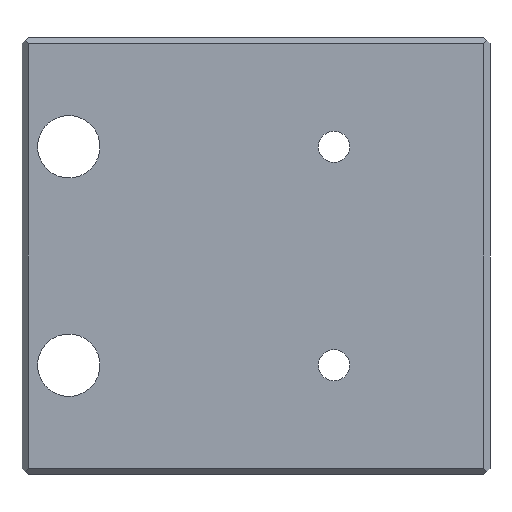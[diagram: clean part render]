
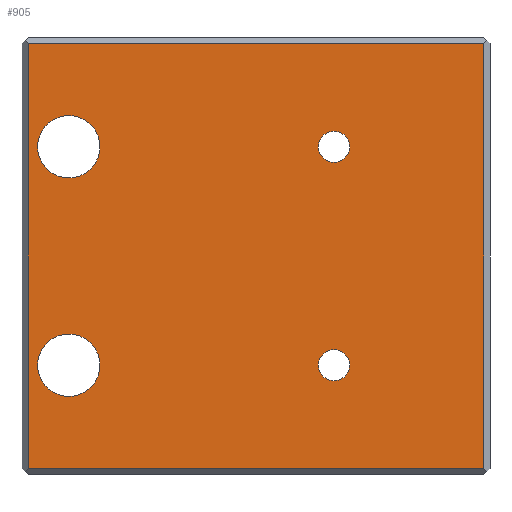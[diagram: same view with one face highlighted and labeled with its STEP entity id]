
A CAD part, front view. The second image highlights one B-rep face of the part: STEP entity #905.
In plain terms, the highlighted planar face has unit normal (0, -1, 0).
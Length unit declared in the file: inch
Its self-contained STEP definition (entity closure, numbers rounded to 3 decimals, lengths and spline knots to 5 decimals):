
#6 = ORIENTED_EDGE ( 'NONE', *, *, #304, .T. ) ;
#17 = DIRECTION ( 'NONE',  ( 0., 1., 0. ) ) ;
#18 = DIRECTION ( 'NONE',  ( 0., 1., 0. ) ) ;
#20 = AXIS2_PLACEMENT_3D ( 'NONE', #995, #258, #618 ) ;
#30 = CARTESIAN_POINT ( 'NONE',  ( 0.625, -0.375, 0.875 ) ) ;
#59 = CARTESIAN_POINT ( 'NONE',  ( 1.825, -0.375, 1.7 ) ) ;
#78 = CARTESIAN_POINT ( 'NONE',  ( -1.5, -0.375, 0.875 ) ) ;
#81 = LINE ( 'NONE', #152, #790 ) ;
#82 = DIRECTION ( 'NONE',  ( 0., 0., 1. ) ) ;
#127 = VERTEX_POINT ( 'NONE', #663 ) ;
#140 = EDGE_CURVE ( 'NONE', #127, #814, #1158, .T. ) ;
#148 = CARTESIAN_POINT ( 'NONE',  ( -1.5, -0.375, 0.625 ) ) ;
#152 = CARTESIAN_POINT ( 'NONE',  ( -1.825, -0.375, 0. ) ) ;
#193 = FACE_BOUND ( 'NONE', #206, .T. ) ;
#206 = EDGE_LOOP ( 'NONE', ( #652, #878 ) ) ;
#208 = CIRCLE ( 'NONE', #634, 0.25 ) ;
#214 = CARTESIAN_POINT ( 'NONE',  ( -1.825, -0.375, -1.7 ) ) ;
#229 = CARTESIAN_POINT ( 'NONE',  ( 0.625, -0.375, 0.875 ) ) ;
#233 = DIRECTION ( 'NONE',  ( 0., 1., 0. ) ) ;
#238 = DIRECTION ( 'NONE',  ( 0., 0., 1. ) ) ;
#256 = EDGE_CURVE ( 'NONE', #1166, #499, #1194, .T. ) ;
#258 = DIRECTION ( 'NONE',  ( 0., 1., 0. ) ) ;
#277 = DIRECTION ( 'NONE',  ( 1., 0., 0. ) ) ;
#285 = EDGE_CURVE ( 'NONE', #1106, #1147, #572, .T. ) ;
#304 = EDGE_CURVE ( 'NONE', #499, #1166, #991, .T. ) ;
#323 = LINE ( 'NONE', #430, #1036 ) ;
#324 = DIRECTION ( 'NONE',  ( 0., 1., 0. ) ) ;
#340 = AXIS2_PLACEMENT_3D ( 'NONE', #229, #324, #238 ) ;
#341 = CIRCLE ( 'NONE', #20, 0.125 ) ;
#350 = LINE ( 'NONE', #1099, #833 ) ;
#369 = CARTESIAN_POINT ( 'NONE',  ( 0., -0.375, -1.7 ) ) ;
#370 = CARTESIAN_POINT ( 'NONE',  ( 0.625, -0.375, -1. ) ) ;
#384 = ORIENTED_EDGE ( 'NONE', *, *, #405, .T. ) ;
#405 = EDGE_CURVE ( 'NONE', #659, #983, #81, .T. ) ;
#410 = ORIENTED_EDGE ( 'NONE', *, *, #1189, .T. ) ;
#430 = CARTESIAN_POINT ( 'NONE',  ( -1.875, -0.375, 1.7 ) ) ;
#453 = VERTEX_POINT ( 'NONE', #994 ) ;
#499 = VERTEX_POINT ( 'NONE', #558 ) ;
#500 = VERTEX_POINT ( 'NONE', #1046 ) ;
#518 = CARTESIAN_POINT ( 'NONE',  ( -1.825, -0.375, 1.7 ) ) ;
#522 = CARTESIAN_POINT ( 'NONE',  ( -1.5, -0.375, -0.625 ) ) ;
#544 = CARTESIAN_POINT ( 'NONE',  ( -1.5, -0.375, -1.125 ) ) ;
#546 = LINE ( 'NONE', #369, #611 ) ;
#549 = EDGE_LOOP ( 'NONE', ( #384, #781, #666, #959 ) ) ;
#558 = CARTESIAN_POINT ( 'NONE',  ( 0.625, -0.375, 0.75 ) ) ;
#569 = FACE_BOUND ( 'NONE', #575, .T. ) ;
#572 = CIRCLE ( 'NONE', #809, 0.25 ) ;
#575 = EDGE_LOOP ( 'NONE', ( #1031, #6 ) ) ;
#578 = CARTESIAN_POINT ( 'NONE',  ( -1.5, -0.375, 0.875 ) ) ;
#582 = DIRECTION ( 'NONE',  ( 0., 0., 1. ) ) ;
#611 = VECTOR ( 'NONE', #277, 39.37008 ) ;
#618 = DIRECTION ( 'NONE',  ( 0., 0., 1. ) ) ;
#634 = AXIS2_PLACEMENT_3D ( 'NONE', #78, #736, #82 ) ;
#647 = EDGE_CURVE ( 'NONE', #698, #500, #341, .T. ) ;
#652 = ORIENTED_EDGE ( 'NONE', *, *, #140, .T. ) ;
#659 = VERTEX_POINT ( 'NONE', #518 ) ;
#663 = CARTESIAN_POINT ( 'NONE',  ( -1.5, -0.375, 1.125 ) ) ;
#665 = EDGE_LOOP ( 'NONE', ( #410, #798 ) ) ;
#666 = ORIENTED_EDGE ( 'NONE', *, *, #1229, .T. ) ;
#687 = EDGE_CURVE ( 'NONE', #814, #127, #208, .T. ) ;
#694 = DIRECTION ( 'NONE',  ( 0., 0., 1. ) ) ;
#698 = VERTEX_POINT ( 'NONE', #370 ) ;
#701 = DIRECTION ( 'NONE',  ( 0., 1., 0. ) ) ;
#715 = DIRECTION ( 'NONE',  ( 0., 0., -1. ) ) ;
#717 = AXIS2_PLACEMENT_3D ( 'NONE', #941, #851, #960 ) ;
#736 = DIRECTION ( 'NONE',  ( 0., 1., 0. ) ) ;
#759 = FACE_BOUND ( 'NONE', #665, .T. ) ;
#765 = PLANE ( 'NONE',  #717 ) ;
#781 = ORIENTED_EDGE ( 'NONE', *, *, #877, .T. ) ;
#782 = CARTESIAN_POINT ( 'NONE',  ( -1.5, -0.375, -0.875 ) ) ;
#788 = ORIENTED_EDGE ( 'NONE', *, *, #647, .T. ) ;
#790 = VECTOR ( 'NONE', #715, 39.37008 ) ;
#794 = AXIS2_PLACEMENT_3D ( 'NONE', #859, #17, #582 ) ;
#798 = ORIENTED_EDGE ( 'NONE', *, *, #285, .T. ) ;
#809 = AXIS2_PLACEMENT_3D ( 'NONE', #1073, #18, #868 ) ;
#814 = VERTEX_POINT ( 'NONE', #148 ) ;
#824 = EDGE_CURVE ( 'NONE', #1157, #659, #323, .T. ) ;
#833 = VECTOR ( 'NONE', #915, 39.37008 ) ;
#836 = DIRECTION ( 'NONE',  ( 0., 0., 1. ) ) ;
#851 = DIRECTION ( 'NONE',  ( 0., -1., 0. ) ) ;
#859 = CARTESIAN_POINT ( 'NONE',  ( 0.625, -0.375, -0.875 ) ) ;
#868 = DIRECTION ( 'NONE',  ( 0., 0., 1. ) ) ;
#872 = CARTESIAN_POINT ( 'NONE',  ( 0.625, -0.375, 1. ) ) ;
#877 = EDGE_CURVE ( 'NONE', #983, #453, #546, .T. ) ;
#878 = ORIENTED_EDGE ( 'NONE', *, *, #687, .T. ) ;
#905 = ADVANCED_FACE ( 'NONE', ( #1126, #947, #569, #759, #193 ), #765, .T. ) ;
#915 = DIRECTION ( 'NONE',  ( 0., 0., 1. ) ) ;
#936 = AXIS2_PLACEMENT_3D ( 'NONE', #578, #1047, #836 ) ;
#941 = CARTESIAN_POINT ( 'NONE',  ( 0., -0.375, 0. ) ) ;
#947 = FACE_BOUND ( 'NONE', #1164, .T. ) ;
#951 = AXIS2_PLACEMENT_3D ( 'NONE', #30, #701, #694 ) ;
#954 = CIRCLE ( 'NONE', #794, 0.125 ) ;
#959 = ORIENTED_EDGE ( 'NONE', *, *, #824, .T. ) ;
#960 = DIRECTION ( 'NONE',  ( 0., 0., -1. ) ) ;
#983 = VERTEX_POINT ( 'NONE', #214 ) ;
#991 = CIRCLE ( 'NONE', #340, 0.125 ) ;
#994 = CARTESIAN_POINT ( 'NONE',  ( 1.825, -0.375, -1.7 ) ) ;
#995 = CARTESIAN_POINT ( 'NONE',  ( 0.625, -0.375, -0.875 ) ) ;
#1002 = EDGE_CURVE ( 'NONE', #500, #698, #954, .T. ) ;
#1031 = ORIENTED_EDGE ( 'NONE', *, *, #256, .T. ) ;
#1036 = VECTOR ( 'NONE', #1199, 39.37008 ) ;
#1046 = CARTESIAN_POINT ( 'NONE',  ( 0.625, -0.375, -0.75 ) ) ;
#1047 = DIRECTION ( 'NONE',  ( 0., 1., 0. ) ) ;
#1054 = AXIS2_PLACEMENT_3D ( 'NONE', #782, #233, #1167 ) ;
#1073 = CARTESIAN_POINT ( 'NONE',  ( -1.5, -0.375, -0.875 ) ) ;
#1099 = CARTESIAN_POINT ( 'NONE',  ( 1.825, -0.375, 1.75 ) ) ;
#1106 = VERTEX_POINT ( 'NONE', #544 ) ;
#1126 = FACE_OUTER_BOUND ( 'NONE', #549, .T. ) ;
#1130 = CIRCLE ( 'NONE', #1054, 0.25 ) ;
#1141 = ORIENTED_EDGE ( 'NONE', *, *, #1002, .T. ) ;
#1147 = VERTEX_POINT ( 'NONE', #522 ) ;
#1157 = VERTEX_POINT ( 'NONE', #59 ) ;
#1158 = CIRCLE ( 'NONE', #936, 0.25 ) ;
#1164 = EDGE_LOOP ( 'NONE', ( #1141, #788 ) ) ;
#1166 = VERTEX_POINT ( 'NONE', #872 ) ;
#1167 = DIRECTION ( 'NONE',  ( 0., 0., 1. ) ) ;
#1189 = EDGE_CURVE ( 'NONE', #1147, #1106, #1130, .T. ) ;
#1194 = CIRCLE ( 'NONE', #951, 0.125 ) ;
#1199 = DIRECTION ( 'NONE',  ( -1., 0., 0. ) ) ;
#1229 = EDGE_CURVE ( 'NONE', #453, #1157, #350, .T. ) ;
